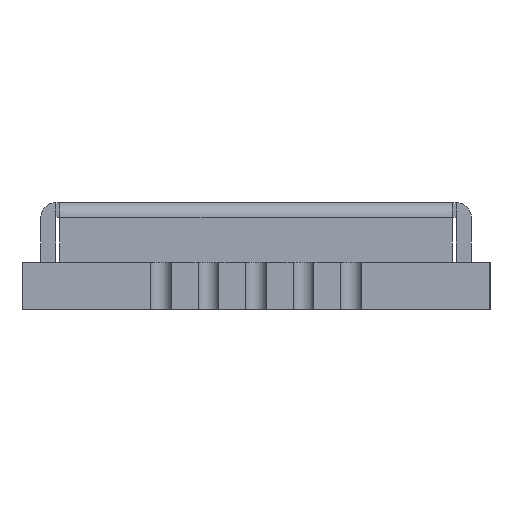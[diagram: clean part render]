
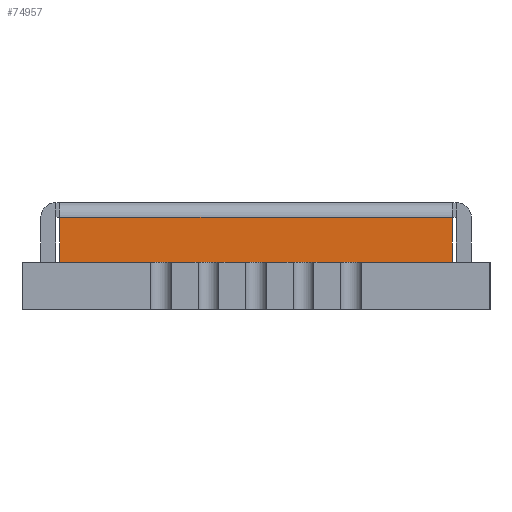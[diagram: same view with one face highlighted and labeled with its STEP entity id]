
A CAD part, left-side view. The second image highlights one B-rep face of the part: STEP entity #74957.
In plain terms, the highlighted face is planar.
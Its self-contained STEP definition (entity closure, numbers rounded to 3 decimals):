
#74539 = VERTEX_POINT('',#74540);
#74540 = CARTESIAN_POINT('',(10.794,14.5,1.2));
#74557 = VERTEX_POINT('',#74558);
#74558 = CARTESIAN_POINT('',(10.794,14.5,0.));
#74564 = EDGE_CURVE('',#74539,#74557,#74565,.T.);
#74565 = LINE('',#74566,#74567);
#74566 = CARTESIAN_POINT('',(10.794,14.5,0.));
#74567 = VECTOR('',#74568,1.);
#74568 = DIRECTION('',(0.,0.,-1.));
#74714 = VERTEX_POINT('',#74715);
#74715 = CARTESIAN_POINT('',(0.306,14.5,1.2));
#74722 = EDGE_CURVE('',#74723,#74714,#74725,.T.);
#74723 = VERTEX_POINT('',#74724);
#74724 = CARTESIAN_POINT('',(0.306,14.5,0.));
#74725 = LINE('',#74726,#74727);
#74726 = CARTESIAN_POINT('',(0.306,14.5,0.));
#74727 = VECTOR('',#74728,1.);
#74728 = DIRECTION('',(0.,0.,1.));
#74945 = EDGE_CURVE('',#74539,#74714,#74946,.T.);
#74946 = LINE('',#74947,#74948);
#74947 = CARTESIAN_POINT('',(8.225,14.5,1.2));
#74948 = VECTOR('',#74949,1.);
#74949 = DIRECTION('',(-1.,0.,0.));
#74957 = ADVANCED_FACE('',(#74958),#74969,.T.);
#74958 = FACE_BOUND('',#74959,.T.);
#74959 = EDGE_LOOP('',(#74960,#74961,#74967,#74968));
#74960 = ORIENTED_EDGE('',*,*,#74564,.T.);
#74961 = ORIENTED_EDGE('',*,*,#74962,.T.);
#74962 = EDGE_CURVE('',#74557,#74723,#74963,.T.);
#74963 = LINE('',#74964,#74965);
#74964 = CARTESIAN_POINT('',(10.9,14.5,0.));
#74965 = VECTOR('',#74966,1.);
#74966 = DIRECTION('',(-1.,0.,0.));
#74967 = ORIENTED_EDGE('',*,*,#74722,.T.);
#74968 = ORIENTED_EDGE('',*,*,#74945,.F.);
#74969 = PLANE('',#74970);
#74970 = AXIS2_PLACEMENT_3D('',#74971,#74972,#74973);
#74971 = CARTESIAN_POINT('',(10.9,14.5,0.));
#74972 = DIRECTION('',(0.,1.,0.));
#74973 = DIRECTION('',(-1.,0.,0.));
